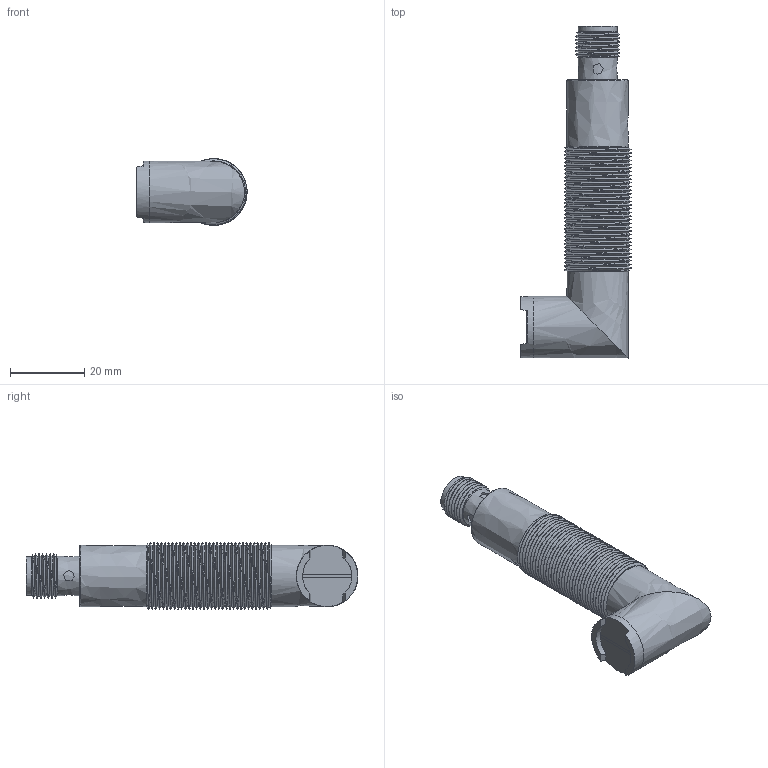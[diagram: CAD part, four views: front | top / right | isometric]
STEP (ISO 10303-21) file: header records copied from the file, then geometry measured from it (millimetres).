
FILE_DESCRIPTION( ('This file contains a STEP AP42 implementation' ,'as created by ZW3D STEP Interface translator.') ,'2;1' );
FILE_NAME( '19-M18B-DXXXXX-CZXQ4UE.stp' ,'23 512.175556', (''), ('ZWCAD Software Co.'), 'Version 1.0', 'ZW3D to STEP translator', '' );
FILE_SCHEMA(('AUTOMOTIVE_DESIGN'));
Length unit declared in the file: millimetre
Products named in the file (2): 0; 19-M18B-DXXXXX-CZXQ4UE
Bounding box: 29.7 x 89.5 x 18 mm (x, y, z)
Volume: 20060.9 mm3; surface area: 7648.9 mm2
Topology: 1 solids, 1 shells, 155 faces, 438 edges, 291 vertices
Faces by surface type: bspline 155
Entity records: 20244 total; most frequent: CARTESIAN_POINT 17576, ORIENTED_EDGE 866, EDGE_CURVE 433, B_SPLINE_CURVE_WITH_KNOTS 362, VERTEX_POINT 291, EDGE_LOOP 166, FACE_OUTER_BOUND 155, ADVANCED_FACE 155
